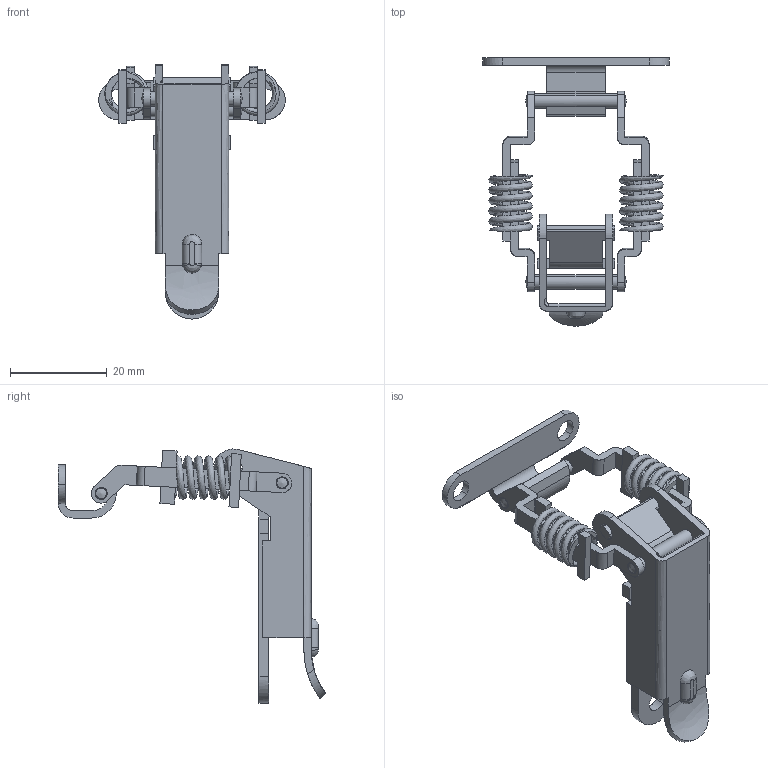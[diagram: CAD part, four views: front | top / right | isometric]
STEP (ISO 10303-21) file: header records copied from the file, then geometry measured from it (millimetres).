
FILE_DESCRIPTION((''),'2;1');
FILE_NAME('','2006-01-16T15:40:52',(''),(''),'','CADfix','');
FILE_SCHEMA(('AUTOMOTIVE_DESIGN'));
Length unit declared in the file: millimetre
Products named in the file (10): arm_C_mr; keeper; lever; shaft; spring; base; arm_C; arm_B; arm_A; TL_11G_2_28997_36
Assembly tree (11 placements, depth 2):
  TL_11G_2_28997_36
    arm_C_mr
    keeper
    lever
    shaft  x2
    spring  x2
    base
    arm_C
    arm_B
    arm_A
Bounding box: 38.5 x 55.33 x 52.47 mm (x, y, z)
Volume: 5496 mm3; surface area: 9097.8 mm2
Topology: 11 solids, 11 shells, 219 faces, 740 edges, 551 vertices
Faces by surface type: bspline 219
Entity records: 11510 total; most frequent: CARTESIAN_POINT 7201, ORIENTED_EDGE 1364, EDGE_CURVE 682, VERTEX_POINT 501, QUASI_UNIFORM_CURVE 372, B_SPLINE_CURVE_WITH_KNOTS 304, EDGE_LOOP 231, FACE_OUTER_BOUND 203
